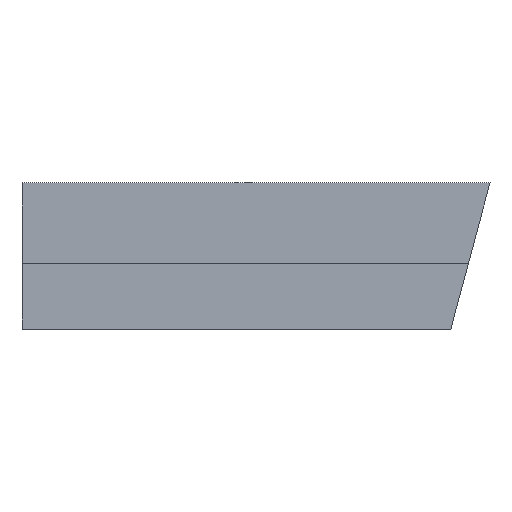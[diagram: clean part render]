
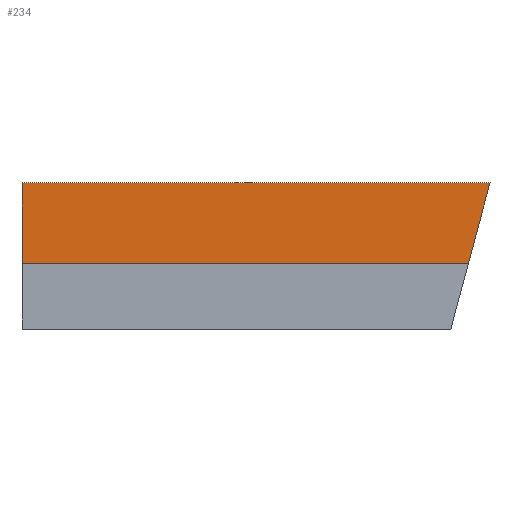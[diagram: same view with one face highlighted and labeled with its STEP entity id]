
A CAD part, front view. The second image highlights one B-rep face of the part: STEP entity #234.
In plain terms, the highlighted planar face has unit normal (0, -1, 0).
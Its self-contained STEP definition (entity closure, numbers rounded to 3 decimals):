
#119 = VERTEX_POINT('',#120);
#120 = CARTESIAN_POINT('',(12.8,2.,4.));
#126 = EDGE_CURVE('',#119,#127,#129,.T.);
#127 = VERTEX_POINT('',#128);
#128 = CARTESIAN_POINT('',(12.211,2.,1.8));
#129 = LINE('',#130,#131);
#130 = CARTESIAN_POINT('',(12.264,2.,2.));
#131 = VECTOR('',#132,1.);
#132 = DIRECTION('',(-0.259,0.,-0.966));
#149 = VERTEX_POINT('',#150);
#150 = CARTESIAN_POINT('',(0.,2.,1.8));
#158 = EDGE_CURVE('',#127,#149,#159,.T.);
#159 = LINE('',#160,#161);
#160 = CARTESIAN_POINT('',(12.8,2.,1.8));
#161 = VECTOR('',#162,1.);
#162 = DIRECTION('',(-1.,0.,0.));
#198 = VERTEX_POINT('',#199);
#199 = CARTESIAN_POINT('',(0.,2.,4.));
#205 = EDGE_CURVE('',#198,#149,#206,.T.);
#206 = LINE('',#207,#208);
#207 = CARTESIAN_POINT('',(0.,2.,4.));
#208 = VECTOR('',#209,1.);
#209 = DIRECTION('',(-0.,-0.,-1.));
#234 = ADVANCED_FACE('',(#235),#246,.F.);
#235 = FACE_BOUND('',#236,.F.);
#236 = EDGE_LOOP('',(#237,#243,#244,#245));
#237 = ORIENTED_EDGE('',*,*,#238,.F.);
#238 = EDGE_CURVE('',#119,#198,#239,.T.);
#239 = LINE('',#240,#241);
#240 = CARTESIAN_POINT('',(12.8,2.,4.));
#241 = VECTOR('',#242,1.);
#242 = DIRECTION('',(-1.,0.,0.));
#243 = ORIENTED_EDGE('',*,*,#126,.T.);
#244 = ORIENTED_EDGE('',*,*,#158,.T.);
#245 = ORIENTED_EDGE('',*,*,#205,.F.);
#246 = PLANE('',#247);
#247 = AXIS2_PLACEMENT_3D('',#248,#249,#250);
#248 = CARTESIAN_POINT('',(12.8,2.,4.));
#249 = DIRECTION('',(0.,1.,0.));
#250 = DIRECTION('',(-1.,0.,0.));
